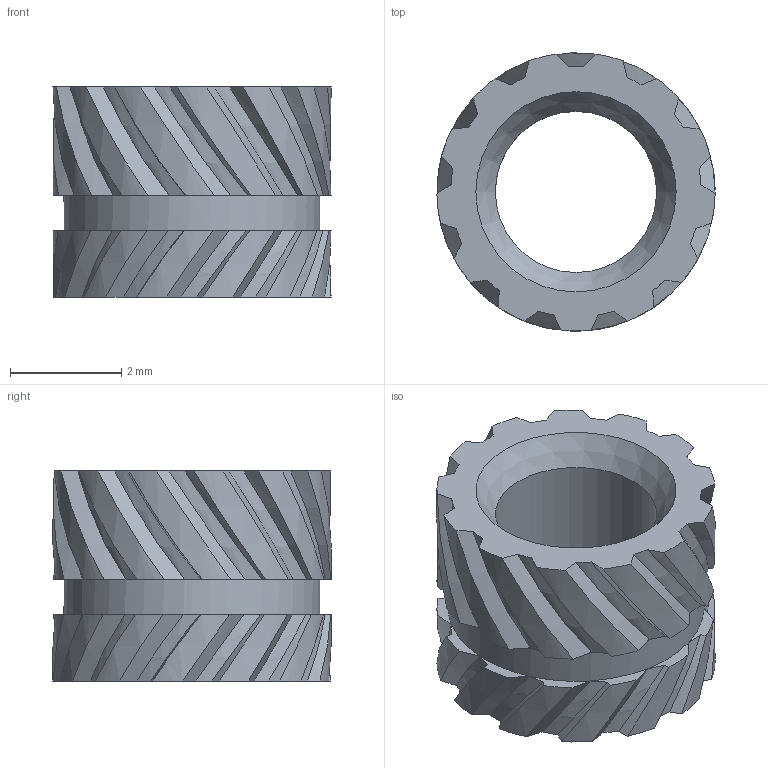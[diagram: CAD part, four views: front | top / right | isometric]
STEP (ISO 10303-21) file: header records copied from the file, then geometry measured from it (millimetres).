
FILE_DESCRIPTION(/* description */ (''),/* implementation_level */ '2;1');
FILE_NAME(/* name */ 'M3_INSERT_SHORT.step',/* time_stamp */ '2023-01-07T19:04:08+01:00',/* author */ (''),/* organization */ (''),/* preprocessor_version */ 'ST-DEVELOPER v19.2',/* originating_system */ 'Autodesk Translation Framework v11.17.0.187',/* authorisation */ '');
FILE_SCHEMA (('AUTOMOTIVE_DESIGN { 1 0 10303 214 3 1 1 }'));
Length unit declared in the file: millimetre
Products named in the file (1): M3_INSERT_SHORT
Bounding box: 5 x 5 x 3.77 mm (x, y, z)
Volume: 42.5 mm3; surface area: 127.5 mm2
Topology: 1 solids, 1 shells, 135 faces, 346 edges, 213 vertices
Faces by surface type: bspline 78, cylinder 28, plane 28, cone 1
Full cylindrical faces by diameter (mm): 2.9 x1, 4.6 x1
Entity records: 6033 total; most frequent: CARTESIAN_POINT 3299, ORIENTED_EDGE 692, DIRECTION 358, EDGE_CURVE 346, B_SPLINE_CURVE_WITH_KNOTS 213, VERTEX_POINT 213, AXIS2_PLACEMENT_3D 167, EDGE_LOOP 137
